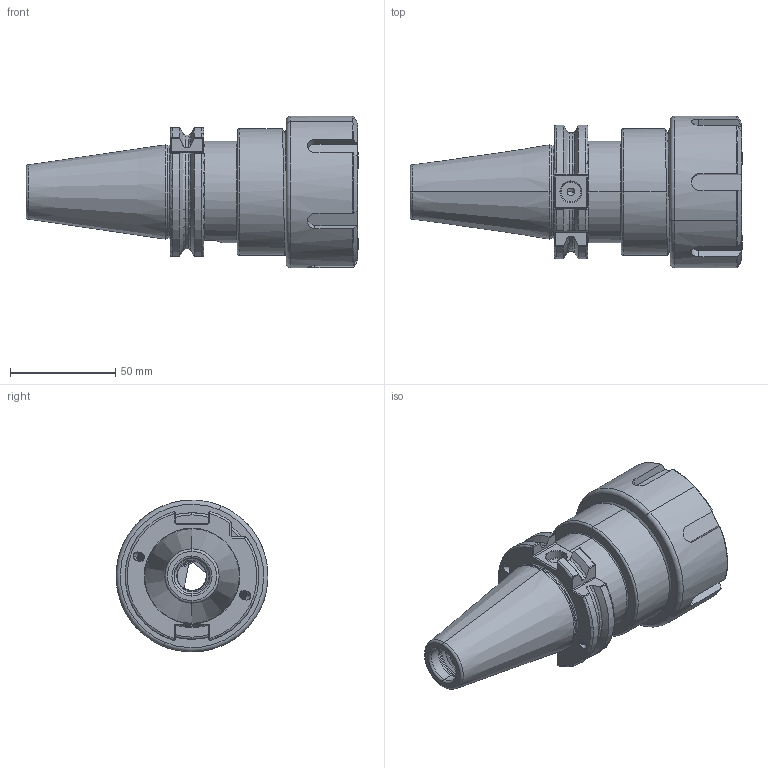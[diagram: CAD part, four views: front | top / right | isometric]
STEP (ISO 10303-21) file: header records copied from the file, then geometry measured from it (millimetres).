
FILE_DESCRIPTION (( 'STEP AP203' ), '1' );
FILE_NAME ('403.01.32.STEP', '2016-07-16T01:00:44', ( '' ), ( '' ), 'SwSTEP 2.0', 'SolidWorks 2012', '' );
FILE_SCHEMA (( 'CONFIG_CONTROL_DESIGN' ));
Length unit declared in the file: millimetre
Products named in the file (7): OZ32#200 3.96MM鋼珠; 403.01.32; OZ32Y1; OZ32001PD; OZ螺帽螺絲 M5; OZ32002PD
Assembly tree (49 placements, depth 3):
  403.01.32
    403.01.32
    OZ32Y1
      OZ32001PD
      OZ32002PD
      OZ螺帽螺絲 M5
      OZ32#200 3.96MM鋼珠  x44
Bounding box: 157.4 x 71.93 x 71.98 mm (x, y, z)
Volume: 225867.7 mm3; surface area: 74947 mm2
Topology: 48 solids, 48 shells, 567 faces, 1582 edges, 1021 vertices
Faces by surface type: cylinder 202, plane 90, sphere 88, cone 67, torus 66, bspline 54
Entity records: 35563 total; most frequent: CARTESIAN_POINT 23083, ORIENTED_EDGE 2532, DIRECTION 1908, EDGE_CURVE 1266, VERTEX_POINT 803, AXIS2_PLACEMENT_3D 765, EDGE_LOOP 501, ADVANCED_FACE 481
